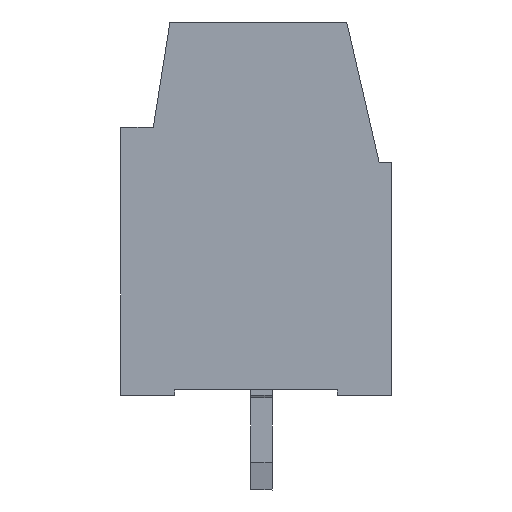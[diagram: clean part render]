
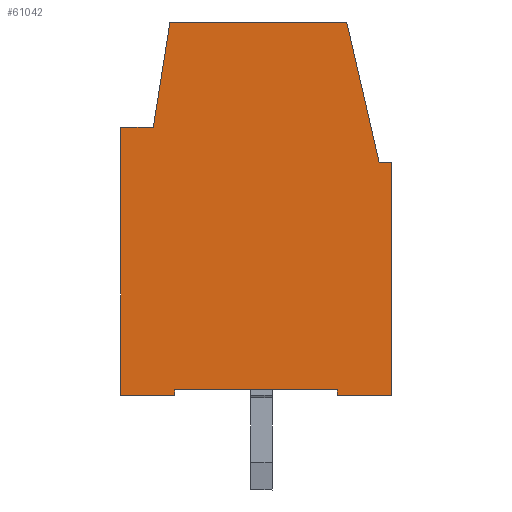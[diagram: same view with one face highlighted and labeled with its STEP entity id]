
A CAD part, left-side view. The second image highlights one B-rep face of the part: STEP entity #61042.
In plain terms, the highlighted planar face has unit normal (-1, 0, 0).
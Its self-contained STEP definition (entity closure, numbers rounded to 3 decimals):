
#60950=AXIS2_PLACEMENT_3D('Plane Axis2P3D',#60947,#60948,#60949) ;
#60558=CARTESIAN_POINT('Vertex',(0.,0.,12.101)) ;
#60561=CARTESIAN_POINT('Line Origine',(0.,0.,7.8)) ;
#60565=CARTESIAN_POINT('Vertex',(0.,0.,3.5)) ;
#60931=CARTESIAN_POINT('Vertex',(0.,0.445,12.1)) ;
#60934=CARTESIAN_POINT('Line Origine',(0.,0.223,12.1)) ;
#60947=CARTESIAN_POINT('Axis2P3D Location',(0.,3.449,14.)) ;
#60952=CARTESIAN_POINT('Line Origine',(0.,1.027,14.623)) ;
#60956=CARTESIAN_POINT('Vertex',(0.,1.609,17.145)) ;
#60959=CARTESIAN_POINT('Line Origine',(0.,1.627,17.223)) ;
#60963=CARTESIAN_POINT('Vertex',(0.,1.645,17.3)) ;
#60966=CARTESIAN_POINT('Line Origine',(0.,4.913,17.3)) ;
#60970=CARTESIAN_POINT('Vertex',(0.,8.181,17.301)) ;
#60973=CARTESIAN_POINT('Line Origine',(0.,8.49,15.351)) ;
#60977=CARTESIAN_POINT('Vertex',(0.,8.799,13.401)) ;
#60980=CARTESIAN_POINT('Line Origine',(0.,9.399,13.401)) ;
#60984=CARTESIAN_POINT('Vertex',(0.,9.999,13.401)) ;
#60987=CARTESIAN_POINT('Line Origine',(0.,10.,8.451)) ;
#60991=CARTESIAN_POINT('Vertex',(0.,10.,3.501)) ;
#60994=CARTESIAN_POINT('Line Origine',(0.,9.,3.501)) ;
#60998=CARTESIAN_POINT('Vertex',(0.,8.,3.501)) ;
#61001=CARTESIAN_POINT('Line Origine',(0.,8.,3.601)) ;
#61005=CARTESIAN_POINT('Vertex',(0.,8.,3.701)) ;
#61008=CARTESIAN_POINT('Line Origine',(0.,5.,3.7)) ;
#61012=CARTESIAN_POINT('Vertex',(0.,2.,3.7)) ;
#61015=CARTESIAN_POINT('Line Origine',(0.,2.,3.6)) ;
#61019=CARTESIAN_POINT('Vertex',(0.,2.,3.5)) ;
#61022=CARTESIAN_POINT('Line Origine',(0.,1.,3.5)) ;
#60562=DIRECTION('Vector Direction',(0.,0.,1.)) ;
#60935=DIRECTION('Vector Direction',(0.,-1.,0.001)) ;
#60948=DIRECTION('Axis2P3D Direction',(1.,0.,0.)) ;
#60949=DIRECTION('Axis2P3D XDirection',(0.,1.,0.)) ;
#60953=DIRECTION('Vector Direction',(0.,0.225,0.974)) ;
#60960=DIRECTION('Vector Direction',(0.,0.225,0.974)) ;
#60967=DIRECTION('Vector Direction',(0.,-1.,0.)) ;
#60974=DIRECTION('Vector Direction',(0.,0.157,-0.988)) ;
#60981=DIRECTION('Vector Direction',(0.,-1.,0.)) ;
#60988=DIRECTION('Vector Direction',(0.,0.,-1.)) ;
#60995=DIRECTION('Vector Direction',(0.,-1.,0.)) ;
#61002=DIRECTION('Vector Direction',(0.,0.,1.)) ;
#61009=DIRECTION('Vector Direction',(0.,-1.,0.)) ;
#61016=DIRECTION('Vector Direction',(0.,0.,-1.)) ;
#61023=DIRECTION('Vector Direction',(0.,-1.,0.)) ;
#60563=VECTOR('Line Direction',#60562,1.) ;
#60936=VECTOR('Line Direction',#60935,1.) ;
#60954=VECTOR('Line Direction',#60953,1.) ;
#60961=VECTOR('Line Direction',#60960,1.) ;
#60968=VECTOR('Line Direction',#60967,1.) ;
#60975=VECTOR('Line Direction',#60974,1.) ;
#60982=VECTOR('Line Direction',#60981,1.) ;
#60989=VECTOR('Line Direction',#60988,1.) ;
#60996=VECTOR('Line Direction',#60995,1.) ;
#61003=VECTOR('Line Direction',#61002,1.) ;
#61010=VECTOR('Line Direction',#61009,1.) ;
#61017=VECTOR('Line Direction',#61016,1.) ;
#61024=VECTOR('Line Direction',#61023,1.) ;
#61028=ORIENTED_EDGE('',*,*,#60567,.T.) ;
#61029=ORIENTED_EDGE('',*,*,#60938,.F.) ;
#61030=ORIENTED_EDGE('',*,*,#60958,.T.) ;
#61031=ORIENTED_EDGE('',*,*,#60965,.T.) ;
#61032=ORIENTED_EDGE('',*,*,#60972,.F.) ;
#61033=ORIENTED_EDGE('',*,*,#60979,.T.) ;
#61034=ORIENTED_EDGE('',*,*,#60986,.F.) ;
#61035=ORIENTED_EDGE('',*,*,#60993,.T.) ;
#61036=ORIENTED_EDGE('',*,*,#61000,.T.) ;
#61037=ORIENTED_EDGE('',*,*,#61007,.T.) ;
#61038=ORIENTED_EDGE('',*,*,#61014,.T.) ;
#61039=ORIENTED_EDGE('',*,*,#61021,.T.) ;
#61040=ORIENTED_EDGE('',*,*,#61026,.T.) ;
#61042=ADVANCED_FACE('COVER',(#61041),#60951,.F.) ;
#60567=EDGE_CURVE('',#60566,#60559,#60564,.T.) ;
#60938=EDGE_CURVE('',#60932,#60559,#60937,.T.) ;
#60958=EDGE_CURVE('',#60932,#60957,#60955,.T.) ;
#60965=EDGE_CURVE('',#60957,#60964,#60962,.T.) ;
#60972=EDGE_CURVE('',#60971,#60964,#60969,.T.) ;
#60979=EDGE_CURVE('',#60971,#60978,#60976,.T.) ;
#60986=EDGE_CURVE('',#60985,#60978,#60983,.T.) ;
#60993=EDGE_CURVE('',#60985,#60992,#60990,.T.) ;
#61000=EDGE_CURVE('',#60992,#60999,#60997,.T.) ;
#61007=EDGE_CURVE('',#60999,#61006,#61004,.T.) ;
#61014=EDGE_CURVE('',#61006,#61013,#61011,.T.) ;
#61021=EDGE_CURVE('',#61013,#61020,#61018,.T.) ;
#61026=EDGE_CURVE('',#61020,#60566,#61025,.T.) ;
#61027=EDGE_LOOP('',(#61028,#61029,#61030,#61031,#61032,#61033,#61034,#61035,#61036,#61037,#61038,#61039,#61040)) ;
#61041=FACE_OUTER_BOUND('',#61027,.T.) ;
#60564=LINE('Line',#60561,#60563) ;
#60937=LINE('Line',#60934,#60936) ;
#60955=LINE('Line',#60952,#60954) ;
#60962=LINE('Line',#60959,#60961) ;
#60969=LINE('Line',#60966,#60968) ;
#60976=LINE('Line',#60973,#60975) ;
#60983=LINE('Line',#60980,#60982) ;
#60990=LINE('Line',#60987,#60989) ;
#60997=LINE('Line',#60994,#60996) ;
#61004=LINE('Line',#61001,#61003) ;
#61011=LINE('Line',#61008,#61010) ;
#61018=LINE('Line',#61015,#61017) ;
#61025=LINE('Line',#61022,#61024) ;
#60951=PLANE('',#60950) ;
#60559=VERTEX_POINT('',#60558) ;
#60566=VERTEX_POINT('',#60565) ;
#60932=VERTEX_POINT('',#60931) ;
#60957=VERTEX_POINT('',#60956) ;
#60964=VERTEX_POINT('',#60963) ;
#60971=VERTEX_POINT('',#60970) ;
#60978=VERTEX_POINT('',#60977) ;
#60985=VERTEX_POINT('',#60984) ;
#60992=VERTEX_POINT('',#60991) ;
#60999=VERTEX_POINT('',#60998) ;
#61006=VERTEX_POINT('',#61005) ;
#61013=VERTEX_POINT('',#61012) ;
#61020=VERTEX_POINT('',#61019) ;
